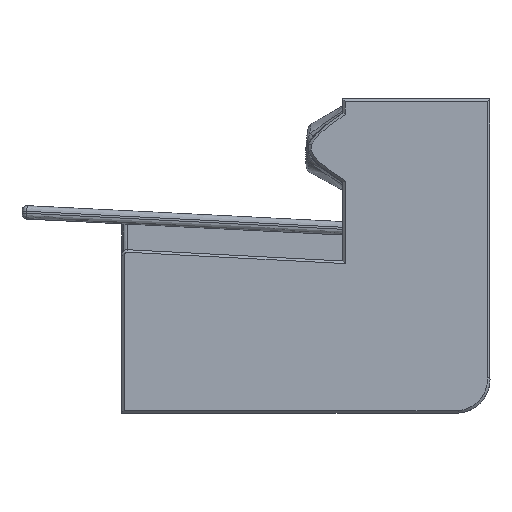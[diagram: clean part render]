
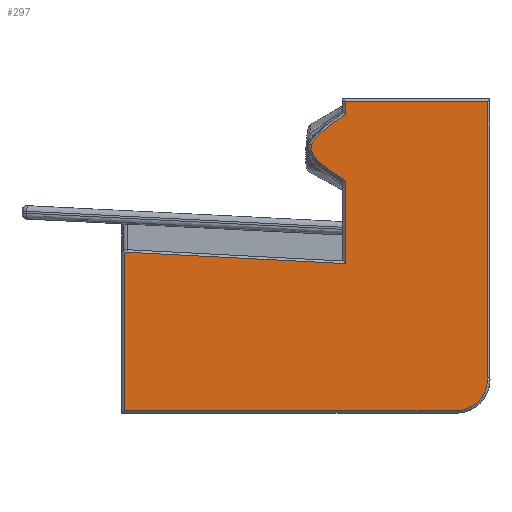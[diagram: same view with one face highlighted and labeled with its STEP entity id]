
A CAD part, top view. The second image highlights one B-rep face of the part: STEP entity #297.
In plain terms, the highlighted planar face has unit normal (0, 0, 1).
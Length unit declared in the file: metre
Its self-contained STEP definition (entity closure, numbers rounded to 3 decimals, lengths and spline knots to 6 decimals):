
#297=ADVANCED_FACE('189:71',(#680),#681,.T.);
#680=FACE_OUTER_BOUND('',#2247,.T.);
#681=PLANE('',#2248);
#2247=EDGE_LOOP('',(#3698,#3699,#3700,#3701,#3702,#3703,#3704,#3705,#3706,#3707,#3708,#3709,#3710,#3711));
#2248=AXIS2_PLACEMENT_3D('',#3712,#3713,#3714);
#3698=ORIENTED_EDGE('',*,*,#4549,.F.);
#3699=ORIENTED_EDGE('',*,*,#4803,.F.);
#3700=ORIENTED_EDGE('',*,*,#4804,.F.);
#3701=ORIENTED_EDGE('',*,*,#4805,.F.);
#3702=ORIENTED_EDGE('',*,*,#4576,.F.);
#3703=ORIENTED_EDGE('',*,*,#4806,.F.);
#3704=ORIENTED_EDGE('',*,*,#4693,.F.);
#3705=ORIENTED_EDGE('',*,*,#4787,.F.);
#3706=ORIENTED_EDGE('',*,*,#4807,.F.);
#3707=ORIENTED_EDGE('',*,*,#4571,.F.);
#3708=ORIENTED_EDGE('',*,*,#4579,.F.);
#3709=ORIENTED_EDGE('',*,*,#4688,.F.);
#3710=ORIENTED_EDGE('',*,*,#4714,.F.);
#3711=ORIENTED_EDGE('',*,*,#4785,.F.);
#3712=CARTESIAN_POINT('',(1.128202,-1.905715,0.26566));
#3713=DIRECTION('',(0.,0.,1.0));
#3714=DIRECTION('',(1.0,0.,0.));
#4549=EDGE_CURVE('189:329',#5062,#5057,#5064,.T.);
#4571=EDGE_CURVE('189:353',#5101,#5103,#5104,.T.);
#4576=EDGE_CURVE('189:338',#5110,#5112,#5113,.T.);
#4579=EDGE_CURVE('189:356',#5116,#5101,#5117,.T.);
#4688=EDGE_CURVE('189:359',#5299,#5116,#5300,.T.);
#4693=EDGE_CURVE('189:344',#5305,#5307,#5308,.T.);
#4714=EDGE_CURVE('',#5334,#5299,#5337,.T.);
#4785=EDGE_CURVE('189:362',#5057,#5334,#5444,.T.);
#4787=EDGE_CURVE('189:347',#5446,#5305,#5447,.T.);
#4803=EDGE_CURVE('189:332',#5470,#5062,#5471,.T.);
#4804=EDGE_CURVE('',#5472,#5470,#5473,.T.);
#4805=EDGE_CURVE('189:335',#5112,#5472,#5474,.T.);
#4806=EDGE_CURVE('189:341',#5307,#5110,#5475,.T.);
#4807=EDGE_CURVE('189:350',#5103,#5446,#5476,.T.);
#5057=VERTEX_POINT('',#5853);
#5062=VERTEX_POINT('',#5860);
#5064=LINE('',#5863,#5864);
#5101=VERTEX_POINT('',#6032);
#5103=VERTEX_POINT('',#6039);
#5104=B_SPLINE_CURVE_WITH_KNOTS('',3,(#6040,#6041,#6042,#6043,#6044,#6045,#6046,#6047,#6048,#6049,#6050,#6051),.UNSPECIFIED.,.F.,.F.,(4,2,2,2,2,4),(-0.000245,0.0,0.004012,0.005053,0.00706,0.008023),.UNSPECIFIED.);
#5110=VERTEX_POINT('',#6059);
#5112=VERTEX_POINT('',#6062);
#5113=LINE('',#6063,#6064);
#5116=VERTEX_POINT('',#6070);
#5117=LINE('',#6071,#6072);
#5299=VERTEX_POINT('',#6373);
#5300=LINE('',#6374,#6375);
#5305=VERTEX_POINT('',#6382);
#5307=VERTEX_POINT('',#6389);
#5308=LINE('',#6390,#6391);
#5334=VERTEX_POINT('',#6479);
#5337=CIRCLE('',#6483,0.00055);
#5444=CIRCLE('',#6690,0.00055);
#5446=VERTEX_POINT('',#6692);
#5447=B_SPLINE_CURVE_WITH_KNOTS('',3,(#6693,#6694,#6695,#6696,#6697,#6698,#6699,#6700,#6701,#6702,#6703,#6704,#6705,#6706),.UNSPECIFIED.,.F.,.F.,(4,2,2,2,2,2,4),(0.0,0.000837,0.00276,0.003995,0.007786,0.00799,0.008229),.UNSPECIFIED.);
#5470=VERTEX_POINT('',#6745);
#5471=LINE('',#6746,#6747);
#5472=VERTEX_POINT('',#6748);
#5473=CIRCLE('',#6749,0.00555);
#5474=CIRCLE('',#6750,0.00555);
#5475=LINE('',#6751,#6752);
#5476=B_SPLINE_CURVE_WITH_KNOTS('',3,(#6753,#6754,#6755,#6756,#6757,#6758,#6759,#6760),.UNSPECIFIED.,.F.,.F.,(4,2,2,4),(0.0,0.000454,0.000581,0.000907),.UNSPECIFIED.);
#5853=CARTESIAN_POINT('',(1.109774,-1.897641,0.26566));
#5860=CARTESIAN_POINT('',(1.109774,-1.92523,0.26566));
#5863=CARTESIAN_POINT('',(1.109774,-1.902617,0.26566));
#5864=VECTOR('',#7212,1.0);
#6032=CARTESIAN_POINT('',(1.149074,-1.88444,0.26566));
#6039=CARTESIAN_POINT('',(1.143033,-1.878978,0.26566));
#6040=CARTESIAN_POINT('',(1.149074,-1.88444,0.26566));
#6041=CARTESIAN_POINT('',(1.149005,-1.884396,0.26566));
#6042=CARTESIAN_POINT('',(1.148937,-1.884351,0.26566));
#6043=CARTESIAN_POINT('',(1.147745,-1.883581,0.26566));
#6044=CARTESIAN_POINT('',(1.14663,-1.882831,0.26566));
#6045=CARTESIAN_POINT('',(1.145307,-1.881789,0.26566));
#6046=CARTESIAN_POINT('',(1.145039,-1.881569,0.26566));
#6047=CARTESIAN_POINT('',(1.144278,-1.880895,0.26566));
#6048=CARTESIAN_POINT('',(1.143791,-1.880417,0.26566));
#6049=CARTESIAN_POINT('',(1.14325,-1.879588,0.26566));
#6050=CARTESIAN_POINT('',(1.143101,-1.879291,0.26566));
#6051=CARTESIAN_POINT('',(1.143032,-1.878978,0.26566));
#6059=CARTESIAN_POINT('',(1.174334,-1.870294,0.26566));
#6062=CARTESIAN_POINT('',(1.174334,-1.919429,0.26566));
#6063=CARTESIAN_POINT('',(1.174334,-1.900173,0.26566));
#6064=VECTOR('',#7232,1.0);
#6070=CARTESIAN_POINT('',(1.149074,-1.899118,0.26566));
#6071=CARTESIAN_POINT('',(1.149074,-1.89498,0.26566));
#6072=VECTOR('',#7233,1.0);
#6373=CARTESIAN_POINT('',(1.110353,-1.897092,0.26566));
#6374=CARTESIAN_POINT('',(1.128777,-1.898056,0.26566));
#6375=VECTOR('',#7389,1.);
#6382=CARTESIAN_POINT('',(1.149074,-1.872598,0.26566));
#6389=CARTESIAN_POINT('',(1.149074,-1.870294,0.26566));
#6390=CARTESIAN_POINT('',(1.149074,-1.89498,0.26566));
#6391=VECTOR('',#7392,1.0);
#6479=CARTESIAN_POINT('',(1.109945,-1.897242,0.26566));
#6483=AXIS2_PLACEMENT_3D('',#7411,#7412,#7413);
#6690=AXIS2_PLACEMENT_3D('',#7510,#7511,#7512);
#6692=CARTESIAN_POINT('',(1.143065,-1.878077,0.26566));
#6693=CARTESIAN_POINT('',(1.143065,-1.878077,0.26566));
#6694=CARTESIAN_POINT('',(1.143143,-1.877809,0.26566));
#6695=CARTESIAN_POINT('',(1.143274,-1.877555,0.26566));
#6696=CARTESIAN_POINT('',(1.143772,-1.876782,0.26566));
#6697=CARTESIAN_POINT('',(1.144229,-1.876316,0.26566));
#6698=CARTESIAN_POINT('',(1.145004,-1.875604,0.26566));
#6699=CARTESIAN_POINT('',(1.145318,-1.875338,0.26566));
#6700=CARTESIAN_POINT('',(1.146622,-1.874286,0.26566));
#6701=CARTESIAN_POINT('',(1.14766,-1.873556,0.26566));
#6702=CARTESIAN_POINT('',(1.148762,-1.872808,0.26566));
#6703=CARTESIAN_POINT('',(1.148819,-1.87277,0.26566));
#6704=CARTESIAN_POINT('',(1.148942,-1.872687,0.26566));
#6705=CARTESIAN_POINT('',(1.149008,-1.872643,0.26566));
#6706=CARTESIAN_POINT('',(1.149074,-1.872598,0.26566));
#6745=CARTESIAN_POINT('',(1.169123,-1.92523,0.26566));
#6746=CARTESIAN_POINT('',(1.127379,-1.92523,0.26566));
#6747=VECTOR('',#7530,1.0);
#6748=CARTESIAN_POINT('',(1.172911,-1.923407,0.26566));
#6749=AXIS2_PLACEMENT_3D('',#7531,#7532,#7533);
#6750=AXIS2_PLACEMENT_3D('',#7534,#7535,#7536);
#6751=CARTESIAN_POINT('',(1.141088,-1.870294,0.26566));
#6752=VECTOR('',#7537,1.0);
#6753=CARTESIAN_POINT('',(1.143033,-1.878978,0.26566));
#6754=CARTESIAN_POINT('',(1.143,-1.87883,0.26566));
#6755=CARTESIAN_POINT('',(1.142991,-1.878677,0.26566));
#6756=CARTESIAN_POINT('',(1.142999,-1.878482,0.26566));
#6757=CARTESIAN_POINT('',(1.143002,-1.87844,0.26566));
#6758=CARTESIAN_POINT('',(1.143016,-1.878289,0.26566));
#6759=CARTESIAN_POINT('',(1.143035,-1.878181,0.26566));
#6760=CARTESIAN_POINT('',(1.143065,-1.878077,0.26566));
#7212=DIRECTION('',(0.0,1.0,0.));
#7232=DIRECTION('',(0.,-1.0,0.));
#7233=DIRECTION('',(0.0,1.0,0.));
#7389=DIRECTION('',(0.999,-0.052,0.));
#7392=DIRECTION('',(0.0,1.0,0.));
#7411=CARTESIAN_POINT('',(1.110324,-1.897641,0.26566));
#7412=DIRECTION('',(0.,0.,-1.0));
#7413=DIRECTION('',(-0.688,0.725,0.));
#7510=CARTESIAN_POINT('',(1.110324,-1.897641,0.26566));
#7511=DIRECTION('',(0.,0.,-1.0));
#7512=DIRECTION('',(-0.688,0.725,0.));
#7530=DIRECTION('',(-1.0,0.,0.));
#7531=CARTESIAN_POINT('',(1.16879,-1.91969,0.26566));
#7532=DIRECTION('',(0.,0.,-1.0));
#7533=DIRECTION('',(0.743,-0.67,0.));
#7534=CARTESIAN_POINT('',(1.16879,-1.91969,0.26566));
#7535=DIRECTION('',(0.,0.,-1.0));
#7536=DIRECTION('',(0.743,-0.67,0.));
#7537=DIRECTION('',(1.0,0.0,0.));
